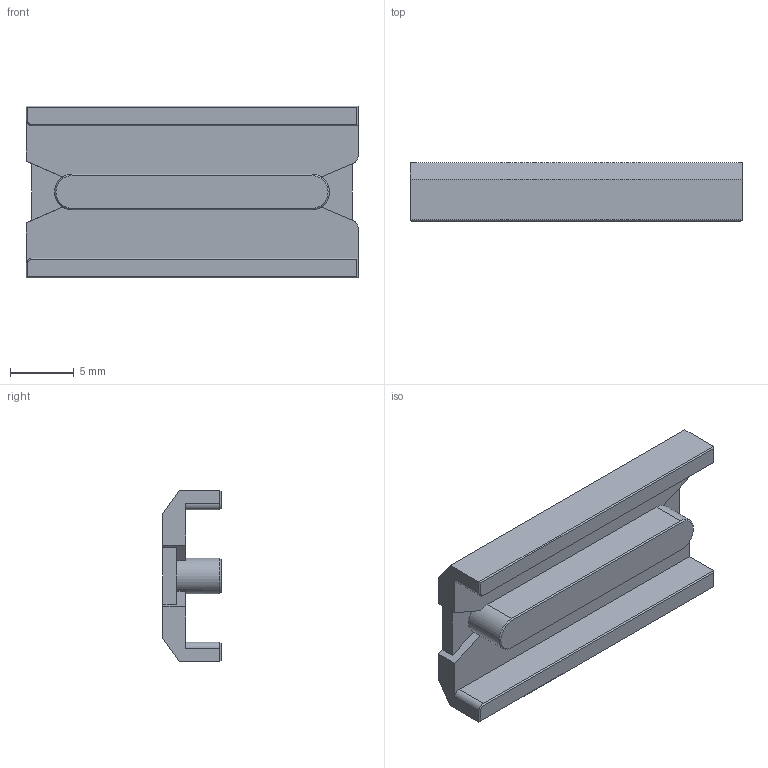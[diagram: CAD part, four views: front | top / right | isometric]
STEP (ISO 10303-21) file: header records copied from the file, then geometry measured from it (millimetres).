
FILE_DESCRIPTION (( 'STEP AP214' ), '1' );
FILE_NAME ('EDR2609.step', '2018-04-25T18:06:01', ( '' ), ( '' ), 'SwSTEP 2.0', 'SolidWorks 2017', '' );
FILE_SCHEMA (( 'AUTOMOTIVE_DESIGN' ));
Length unit declared in the file: millimetre
Products named in the file (1): EDR2609
Bounding box: 26.1 x 4.6 x 13.5 mm (x, y, z)
Volume: 942.7 mm3; surface area: 1223.5 mm2
Topology: 1 solids, 1 shells, 46 faces, 118 edges, 74 vertices
Faces by surface type: plane 36, cylinder 6, cone 4
Entity records: 1404 total; most frequent: CARTESIAN_POINT 239, ORIENTED_EDGE 236, DIRECTION 232, EDGE_CURVE 118, VECTOR 98, LINE 98, VERTEX_POINT 74, AXIS2_PLACEMENT_3D 67
